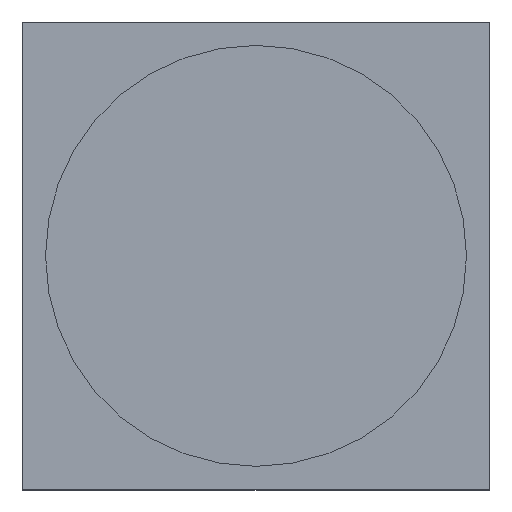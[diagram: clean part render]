
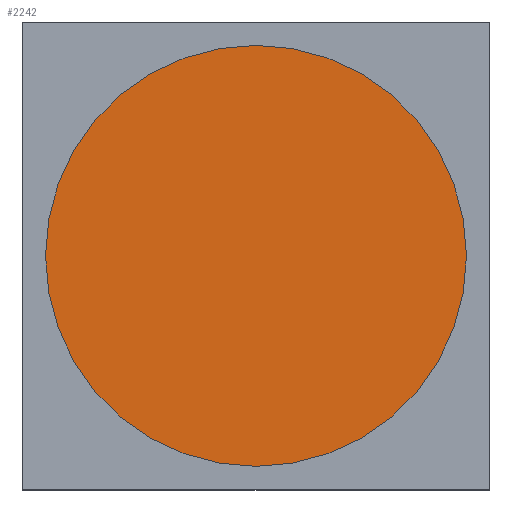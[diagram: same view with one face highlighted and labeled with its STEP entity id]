
A CAD part, top view. The second image highlights one B-rep face of the part: STEP entity #2242.
In plain terms, the highlighted planar face has unit normal (0, 0, 1).
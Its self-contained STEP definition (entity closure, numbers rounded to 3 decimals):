
#2223 = VERTEX_POINT('',#2224);
#2224 = CARTESIAN_POINT('',(1.9,1.,0.65));
#2230 = EDGE_CURVE('',#2223,#2223,#2231,.T.);
#2231 = CIRCLE('',#2232,0.9);
#2232 = AXIS2_PLACEMENT_3D('',#2233,#2234,#2235);
#2233 = CARTESIAN_POINT('',(1.,1.,0.65));
#2234 = DIRECTION('',(0.,0.,1.));
#2235 = DIRECTION('',(-1.,0.,0.));
#2242 = ADVANCED_FACE('',(#2243),#2246,.T.);
#2243 = FACE_BOUND('',#2244,.T.);
#2244 = EDGE_LOOP('',(#2245));
#2245 = ORIENTED_EDGE('',*,*,#2230,.T.);
#2246 = PLANE('',#2247);
#2247 = AXIS2_PLACEMENT_3D('',#2248,#2249,#2250);
#2248 = CARTESIAN_POINT('',(1.,1.,0.65));
#2249 = DIRECTION('',(0.,0.,1.));
#2250 = DIRECTION('',(-1.,0.,0.));
